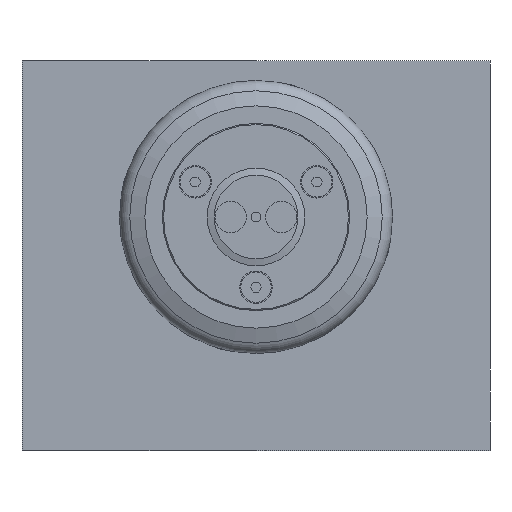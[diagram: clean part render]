
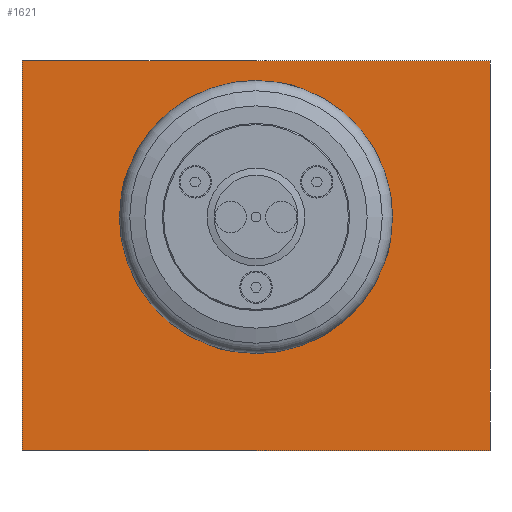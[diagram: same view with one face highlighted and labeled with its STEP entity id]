
A CAD part, front view. The second image highlights one B-rep face of the part: STEP entity #1621.
In plain terms, the highlighted planar face has unit normal (0, -1, 0).
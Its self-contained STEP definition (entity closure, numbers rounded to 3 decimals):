
#43=FACE_BOUND('',#352,.T.);
#121=CIRCLE('',#1782,23.5);
#242=FACE_OUTER_BOUND('',#351,.T.);
#351=EDGE_LOOP('',(#1377,#1378,#1379,#1380));
#352=EDGE_LOOP('',(#1381));
#493=LINE('',#2736,#631);
#494=LINE('',#2738,#632);
#495=LINE('',#2740,#633);
#496=LINE('',#2741,#634);
#631=VECTOR('',#2232,10.);
#632=VECTOR('',#2233,10.);
#633=VECTOR('',#2234,10.);
#634=VECTOR('',#2235,10.);
#754=VERTEX_POINT('',#2653);
#781=VERTEX_POINT('',#2734);
#782=VERTEX_POINT('',#2735);
#783=VERTEX_POINT('',#2737);
#784=VERTEX_POINT('',#2739);
#953=EDGE_CURVE('',#754,#754,#121,.T.);
#992=EDGE_CURVE('',#781,#782,#493,.T.);
#993=EDGE_CURVE('',#783,#782,#494,.T.);
#994=EDGE_CURVE('',#784,#783,#495,.T.);
#995=EDGE_CURVE('',#784,#781,#496,.T.);
#1377=ORIENTED_EDGE('',*,*,#992,.T.);
#1378=ORIENTED_EDGE('',*,*,#993,.F.);
#1379=ORIENTED_EDGE('',*,*,#994,.F.);
#1380=ORIENTED_EDGE('',*,*,#995,.T.);
#1381=ORIENTED_EDGE('',*,*,#953,.T.);
#1538=PLANE('',#1798);
#1621=ADVANCED_FACE('',(#242,#43),#1538,.T.);
#1782=AXIS2_PLACEMENT_3D('',#2655,#2162,#2163);
#1798=AXIS2_PLACEMENT_3D('',#2733,#2230,#2231);
#2162=DIRECTION('center_axis',(0.,1.,0.));
#2163=DIRECTION('ref_axis',(-1.,0.,0.));
#2230=DIRECTION('center_axis',(0.,-1.,0.));
#2231=DIRECTION('ref_axis',(0.,0.,-1.));
#2232=DIRECTION('',(0.,0.,1.));
#2233=DIRECTION('',(1.,0.,0.));
#2234=DIRECTION('',(0.,0.,1.));
#2235=DIRECTION('',(1.,0.,0.));
#2653=CARTESIAN_POINT('',(83.5,0.,60.));
#2655=CARTESIAN_POINT('Origin',(60.,0.,60.));
#2733=CARTESIAN_POINT('Origin',(0.,0.,0.));
#2734=CARTESIAN_POINT('',(120.,0.,0.));
#2735=CARTESIAN_POINT('',(120.,0.,100.));
#2736=CARTESIAN_POINT('',(120.,0.,0.));
#2737=CARTESIAN_POINT('',(0.,0.,100.));
#2738=CARTESIAN_POINT('',(0.,0.,100.));
#2739=CARTESIAN_POINT('',(0.,0.,0.));
#2740=CARTESIAN_POINT('',(0.,0.,0.));
#2741=CARTESIAN_POINT('',(0.,0.,0.));
